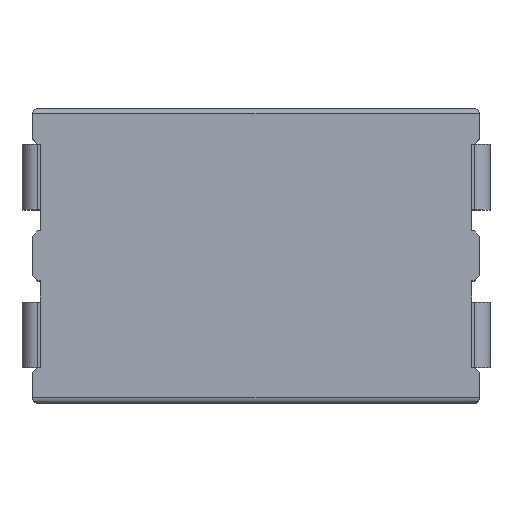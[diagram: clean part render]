
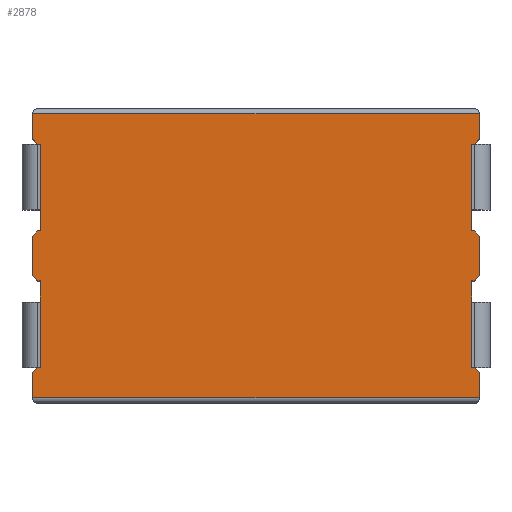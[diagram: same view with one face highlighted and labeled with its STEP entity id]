
A CAD part, top view. The second image highlights one B-rep face of the part: STEP entity #2878.
In plain terms, the highlighted planar face has unit normal (0, 0, 1).
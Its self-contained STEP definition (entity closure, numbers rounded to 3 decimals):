
#377=ORIENTED_EDGE('',*,*,#839,.T.);
#378=ORIENTED_EDGE('',*,*,#897,.T.);
#379=ORIENTED_EDGE('',*,*,#898,.T.);
#380=ORIENTED_EDGE('',*,*,#899,.T.);
#381=ORIENTED_EDGE('',*,*,#773,.F.);
#382=ORIENTED_EDGE('',*,*,#896,.F.);
#383=ORIENTED_EDGE('',*,*,#892,.F.);
#384=ORIENTED_EDGE('',*,*,#890,.F.);
#385=ORIENTED_EDGE('',*,*,#888,.T.);
#386=ORIENTED_EDGE('',*,*,#881,.T.);
#387=ORIENTED_EDGE('',*,*,#878,.T.);
#388=ORIENTED_EDGE('',*,*,#877,.T.);
#389=ORIENTED_EDGE('',*,*,#747,.T.);
#390=ORIENTED_EDGE('',*,*,#873,.T.);
#391=ORIENTED_EDGE('',*,*,#871,.T.);
#392=ORIENTED_EDGE('',*,*,#824,.T.);
#393=ORIENTED_EDGE('',*,*,#840,.T.);
#394=ORIENTED_EDGE('',*,*,#819,.T.);
#395=ORIENTED_EDGE('',*,*,#753,.F.);
#396=ORIENTED_EDGE('',*,*,#818,.F.);
#397=ORIENTED_EDGE('',*,*,#813,.F.);
#398=ORIENTED_EDGE('',*,*,#808,.F.);
#399=ORIENTED_EDGE('',*,*,#836,.T.);
#400=ORIENTED_EDGE('',*,*,#805,.T.);
#401=ORIENTED_EDGE('',*,*,#802,.T.);
#402=ORIENTED_EDGE('',*,*,#801,.T.);
#403=ORIENTED_EDGE('',*,*,#767,.T.);
#404=ORIENTED_EDGE('',*,*,#792,.T.);
#747=EDGE_CURVE('',#1056,#1055,#1251,.T.);
#753=EDGE_CURVE('',#1061,#1052,#1255,.T.);
#767=EDGE_CURVE('',#1076,#1075,#1267,.T.);
#773=EDGE_CURVE('',#1081,#1072,#1271,.T.);
#792=EDGE_CURVE('',#1075,#1097,#1288,.T.);
#801=EDGE_CURVE('',#1102,#1076,#1295,.T.);
#802=EDGE_CURVE('',#1103,#1102,#1296,.T.);
#805=EDGE_CURVE('',#1105,#1103,#1299,.T.);
#808=EDGE_CURVE('',#1107,#1108,#1302,.T.);
#813=EDGE_CURVE('',#1108,#1112,#1307,.T.);
#818=EDGE_CURVE('',#1112,#1061,#1311,.T.);
#819=EDGE_CURVE('',#1114,#1052,#1312,.T.);
#824=EDGE_CURVE('',#1118,#1117,#1316,.T.);
#836=EDGE_CURVE('',#1107,#1105,#1325,.T.);
#839=EDGE_CURVE('',#1097,#1125,#1328,.T.);
#840=EDGE_CURVE('',#1117,#1114,#1329,.T.);
#871=EDGE_CURVE('',#1138,#1118,#1356,.T.);
#873=EDGE_CURVE('',#1055,#1138,#1358,.T.);
#877=EDGE_CURVE('',#1139,#1056,#1362,.T.);
#878=EDGE_CURVE('',#1140,#1139,#1363,.T.);
#881=EDGE_CURVE('',#1142,#1140,#1366,.T.);
#888=EDGE_CURVE('',#1147,#1142,#1373,.T.);
#890=EDGE_CURVE('',#1147,#1148,#1375,.T.);
#892=EDGE_CURVE('',#1148,#1149,#1377,.T.);
#896=EDGE_CURVE('',#1149,#1081,#1380,.T.);
#897=EDGE_CURVE('',#1125,#1151,#1381,.T.);
#898=EDGE_CURVE('',#1151,#1152,#1382,.T.);
#899=EDGE_CURVE('',#1152,#1072,#1383,.T.);
#1052=VERTEX_POINT('',#3742);
#1055=VERTEX_POINT('',#3747);
#1056=VERTEX_POINT('',#3749);
#1061=VERTEX_POINT('',#3759);
#1072=VERTEX_POINT('',#3785);
#1075=VERTEX_POINT('',#3790);
#1076=VERTEX_POINT('',#3792);
#1081=VERTEX_POINT('',#3802);
#1097=VERTEX_POINT('',#3842);
#1102=VERTEX_POINT('',#3859);
#1103=VERTEX_POINT('',#3863);
#1105=VERTEX_POINT('',#3869);
#1107=VERTEX_POINT('',#3875);
#1108=VERTEX_POINT('',#3876);
#1112=VERTEX_POINT('',#3886);
#1114=VERTEX_POINT('',#3897);
#1117=VERTEX_POINT('',#3905);
#1118=VERTEX_POINT('',#3907);
#1125=VERTEX_POINT('',#3934);
#1138=VERTEX_POINT('',#3995);
#1139=VERTEX_POINT('',#4003);
#1140=VERTEX_POINT('',#4007);
#1142=VERTEX_POINT('',#4013);
#1147=VERTEX_POINT('',#4027);
#1148=VERTEX_POINT('',#4031);
#1149=VERTEX_POINT('',#4035);
#1151=VERTEX_POINT('',#4045);
#1152=VERTEX_POINT('',#4047);
#1251=LINE('',#3748,#1503);
#1255=LINE('',#3760,#1507);
#1267=LINE('',#3791,#1519);
#1271=LINE('',#3803,#1523);
#1288=LINE('',#3843,#1540);
#1295=LINE('',#3860,#1547);
#1296=LINE('',#3862,#1548);
#1299=LINE('',#3868,#1551);
#1302=LINE('',#3874,#1554);
#1307=LINE('',#3885,#1559);
#1311=LINE('',#3894,#1563);
#1312=LINE('',#3896,#1564);
#1316=LINE('',#3906,#1568);
#1325=LINE('',#3928,#1577);
#1328=LINE('',#3935,#1580);
#1329=LINE('',#3937,#1581);
#1356=LINE('',#3994,#1608);
#1358=LINE('',#3998,#1610);
#1362=LINE('',#4004,#1614);
#1363=LINE('',#4006,#1615);
#1366=LINE('',#4012,#1618);
#1373=LINE('',#4026,#1625);
#1375=LINE('',#4030,#1627);
#1377=LINE('',#4034,#1629);
#1380=LINE('',#4042,#1632);
#1381=LINE('',#4044,#1633);
#1382=LINE('',#4046,#1634);
#1383=LINE('',#4048,#1635);
#1503=VECTOR('',#3139,1000.);
#1507=VECTOR('',#3147,1000.);
#1519=VECTOR('',#3169,1000.);
#1523=VECTOR('',#3177,1000.);
#1540=VECTOR('',#3208,1000.);
#1547=VECTOR('',#3225,1000.);
#1548=VECTOR('',#3228,1000.);
#1551=VECTOR('',#3233,1000.);
#1554=VECTOR('',#3238,1000.);
#1559=VECTOR('',#3245,1000.);
#1563=VECTOR('',#3255,1000.);
#1564=VECTOR('',#3258,1000.);
#1568=VECTOR('',#3266,1000.);
#1577=VECTOR('',#3289,1000.);
#1580=VECTOR('',#3296,1000.);
#1581=VECTOR('',#3299,1000.);
#1608=VECTOR('',#3362,1000.);
#1610=VECTOR('',#3366,1000.);
#1614=VECTOR('',#3372,1000.);
#1615=VECTOR('',#3375,1000.);
#1618=VECTOR('',#3380,1000.);
#1625=VECTOR('',#3391,1000.);
#1627=VECTOR('',#3395,1000.);
#1629=VECTOR('',#3399,1000.);
#1632=VECTOR('',#3408,1000.);
#1633=VECTOR('',#3411,1000.);
#1634=VECTOR('',#3412,1000.);
#1635=VECTOR('',#3413,1000.);
#1788=EDGE_LOOP('',(#377,#378,#379,#380,#381,#382,#383,#384,#385,#386,#387,
#388,#389,#390,#391,#392,#393,#394,#395,#396,#397,#398,#399,#400,#401,#402,
#403,#404));
#1900=FACE_BOUND('',#1788,.T.);
#2000=PLANE('',#3017);
#2878=ADVANCED_FACE('',(#1900),#2000,.T.);
#3017=AXIS2_PLACEMENT_3D('',#4043,#3409,#3410);
#3139=DIRECTION('',(-1.,0.,0.));
#3147=DIRECTION('',(1.,0.,0.));
#3169=DIRECTION('',(1.,0.,0.));
#3177=DIRECTION('',(-1.,0.,0.));
#3208=DIRECTION('',(0.707,0.707,0.));
#3225=DIRECTION('',(0.,1.,0.));
#3228=DIRECTION('',(-1.,0.,0.));
#3233=DIRECTION('',(-0.707,0.707,0.));
#3238=DIRECTION('',(-0.707,-0.707,0.));
#3245=DIRECTION('',(-1.,0.,0.));
#3255=DIRECTION('',(0.,-1.,0.));
#3258=DIRECTION('',(-0.707,0.707,0.));
#3266=DIRECTION('',(1.,0.,0.));
#3289=DIRECTION('',(0.,1.,0.));
#3296=DIRECTION('',(0.,1.,0.));
#3299=DIRECTION('',(0.,1.,0.));
#3362=DIRECTION('',(0.,-1.,0.));
#3366=DIRECTION('',(-0.707,-0.707,0.));
#3372=DIRECTION('',(0.,-1.,0.));
#3375=DIRECTION('',(1.,0.,0.));
#3380=DIRECTION('',(0.707,-0.707,0.));
#3391=DIRECTION('',(0.,-1.,0.));
#3395=DIRECTION('',(0.707,0.707,0.));
#3399=DIRECTION('',(1.,0.,0.));
#3408=DIRECTION('',(0.,1.,0.));
#3409=DIRECTION('',(0.,0.,1.));
#3410=DIRECTION('',(1.,0.,0.));
#3411=DIRECTION('',(-1.,0.,0.));
#3412=DIRECTION('',(0.,-1.,0.));
#3413=DIRECTION('',(0.707,-0.707,0.));
#3742=CARTESIAN_POINT('',(4.15,-2.125,1.25));
#3747=CARTESIAN_POINT('',(-4.15,-2.125,1.25));
#3748=CARTESIAN_POINT('',(-4.25,-2.125,1.25));
#3749=CARTESIAN_POINT('',(-4.1,-2.125,1.25));
#3759=CARTESIAN_POINT('',(4.1,-2.125,1.25));
#3760=CARTESIAN_POINT('',(-4.25,-2.125,1.25));
#3785=CARTESIAN_POINT('',(-4.15,2.125,1.25));
#3790=CARTESIAN_POINT('',(4.15,2.125,1.25));
#3791=CARTESIAN_POINT('',(-4.25,2.125,1.25));
#3792=CARTESIAN_POINT('',(4.1,2.125,1.25));
#3802=CARTESIAN_POINT('',(-4.1,2.125,1.25));
#3803=CARTESIAN_POINT('',(-4.25,2.125,1.25));
#3842=CARTESIAN_POINT('',(4.25,2.225,1.25));
#3843=CARTESIAN_POINT('',(-2.513,-4.538,1.25));
#3859=CARTESIAN_POINT('',(4.1,0.475,1.25));
#3860=CARTESIAN_POINT('',(4.1,-2.8,1.25));
#3862=CARTESIAN_POINT('',(-4.25,0.475,1.25));
#3863=CARTESIAN_POINT('',(4.15,0.475,1.25));
#3868=CARTESIAN_POINT('',(1.588,3.038,1.25));
#3869=CARTESIAN_POINT('',(4.25,0.375,1.25));
#3874=CARTESIAN_POINT('',(-1.213,-5.838,1.25));
#3875=CARTESIAN_POINT('',(4.25,-0.375,1.25));
#3876=CARTESIAN_POINT('',(4.15,-0.475,1.25));
#3885=CARTESIAN_POINT('',(-4.25,-0.475,1.25));
#3886=CARTESIAN_POINT('',(4.1,-0.475,1.25));
#3894=CARTESIAN_POINT('',(4.1,-2.8,1.25));
#3896=CARTESIAN_POINT('',(0.287,1.738,1.25));
#3897=CARTESIAN_POINT('',(4.25,-2.225,1.25));
#3905=CARTESIAN_POINT('',(4.25,-2.7,1.25));
#3906=CARTESIAN_POINT('',(4.25,-2.7,1.25));
#3907=CARTESIAN_POINT('',(-4.25,-2.7,1.25));
#3928=CARTESIAN_POINT('',(4.25,-2.8,1.25));
#3934=CARTESIAN_POINT('',(4.25,2.7,1.25));
#3935=CARTESIAN_POINT('',(4.25,-2.8,1.25));
#3937=CARTESIAN_POINT('',(4.25,-2.8,1.25));
#3994=CARTESIAN_POINT('',(-4.25,2.8,1.25));
#3995=CARTESIAN_POINT('',(-4.25,-2.225,1.25));
#3998=CARTESIAN_POINT('',(-4.538,-2.513,1.25));
#4003=CARTESIAN_POINT('',(-4.1,-0.475,1.25));
#4004=CARTESIAN_POINT('',(-4.1,-2.8,1.25));
#4006=CARTESIAN_POINT('',(-4.25,-0.475,1.25));
#4007=CARTESIAN_POINT('',(-4.15,-0.475,1.25));
#4012=CARTESIAN_POINT('',(-3.038,-1.588,1.25));
#4013=CARTESIAN_POINT('',(-4.25,-0.375,1.25));
#4026=CARTESIAN_POINT('',(-4.25,2.8,1.25));
#4027=CARTESIAN_POINT('',(-4.25,0.375,1.25));
#4030=CARTESIAN_POINT('',(-5.838,-1.213,1.25));
#4031=CARTESIAN_POINT('',(-4.15,0.475,1.25));
#4034=CARTESIAN_POINT('',(-4.25,0.475,1.25));
#4035=CARTESIAN_POINT('',(-4.1,0.475,1.25));
#4042=CARTESIAN_POINT('',(-4.1,-2.8,1.25));
#4043=CARTESIAN_POINT('',(-4.25,-2.8,1.25));
#4044=CARTESIAN_POINT('',(-4.25,2.7,1.25));
#4045=CARTESIAN_POINT('',(-4.25,2.7,1.25));
#4046=CARTESIAN_POINT('',(-4.25,2.8,1.25));
#4047=CARTESIAN_POINT('',(-4.25,2.225,1.25));
#4048=CARTESIAN_POINT('',(-1.738,-0.287,1.25));
